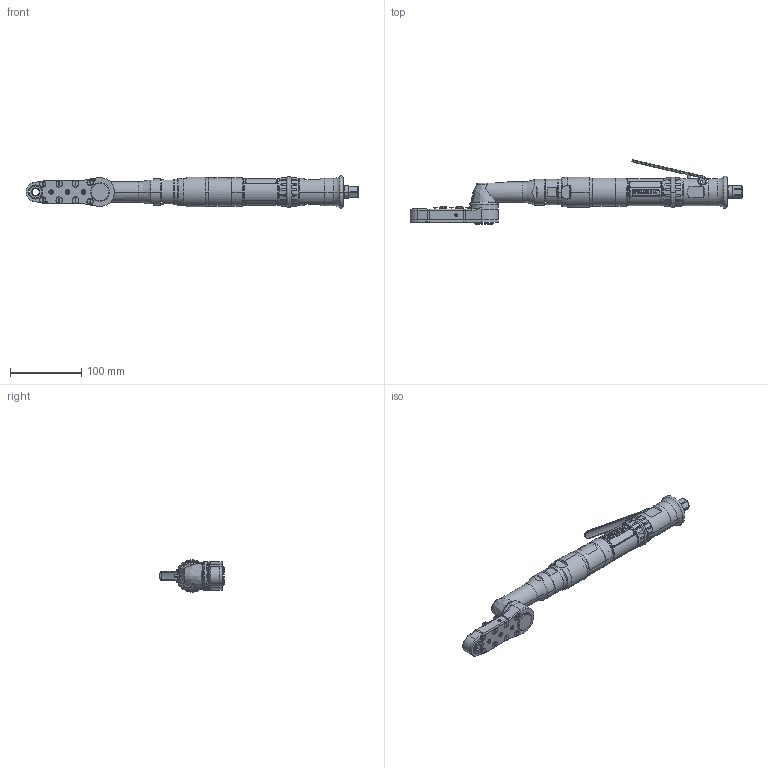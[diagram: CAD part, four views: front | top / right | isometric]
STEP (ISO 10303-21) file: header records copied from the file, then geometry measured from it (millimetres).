
FILE_DESCRIPTION((''),'2;1');
FILE_NAME('AA23LC308-19','2010-09-27T',('EJF1116'),(''),'PRO/ENGINEER BY PARAMETRIC TECHNOLOGY CORPORATION, 2005030','PRO/ENGINEER BY PARAMETRIC TECHNOLOGY CORPORATION, 2005030','');
FILE_SCHEMA(('CONFIG_CONTROL_DESIGN'));
Length unit declared in the file: inch
Products named in the file (1): AA23LC308-19
Bounding box: 466.73 x 90.78 x 45.42 mm (x, y, z)
Surface area: 111362.1 mm2 (no closed solid volume)
Topology: 0 solids, 127 shells, 697 faces, 3142 edges, 2446 vertices
Faces by surface type: cylinder 293, plane 205, cone 77, bspline 71, torus 45, extrusion 4, sphere 2
Entity records: 65237 total; most frequent: CARTESIAN_POINT 41837, DIRECTION 4533, ORIENTED_EDGE 4291, EDGE_CURVE 3140, VERTEX_POINT 2446, AXIS2_PLACEMENT_3D 1779, CIRCLE 1157, B_SPLINE_CURVE_WITH_KNOTS 1016
